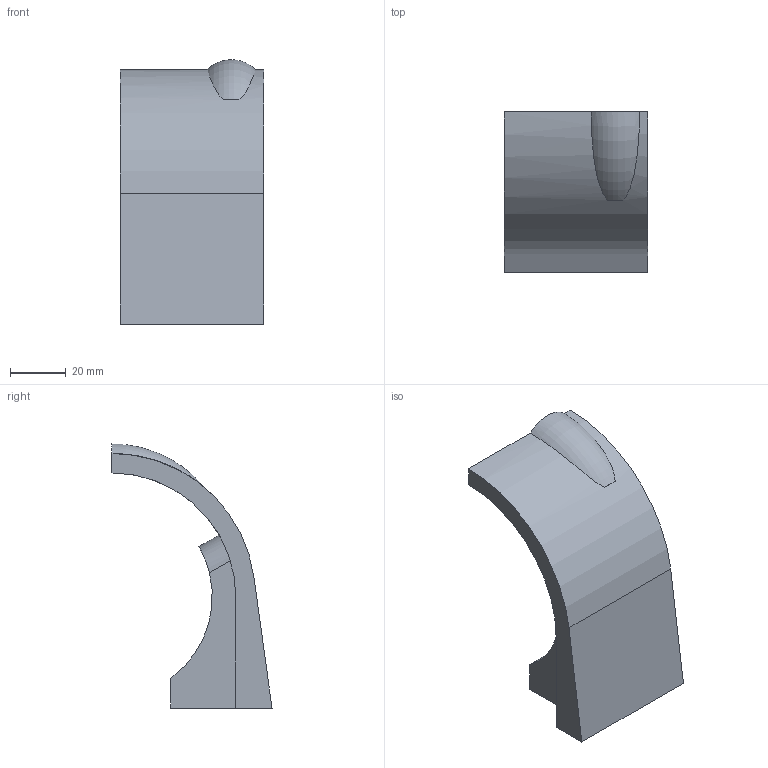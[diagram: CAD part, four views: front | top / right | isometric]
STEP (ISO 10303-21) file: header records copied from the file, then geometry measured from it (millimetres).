
FILE_DESCRIPTION (( 'STEP AP214' ), '1' );
FILE_NAME ('cover_housing.STEP', '2025-03-31T14:03:38', ( '' ), ( '' ), 'SwSTEP 2.0', 'SolidWorks 2025', '' );
FILE_SCHEMA (( 'AUTOMOTIVE_DESIGN' ));
Length unit declared in the file: millimetre
Products named in the file (1): cover_housing_right
Bounding box: 51.7 x 57.5 x 94.95 mm (x, y, z)
Volume: 80784.9 mm3; surface area: 18610.6 mm2
Topology: 1 solids, 1 shells, 38 faces, 103 edges, 67 vertices
Faces by surface type: plane 26, cylinder 7, cone 2, bspline 2, torus 1
Entity records: 1397 total; most frequent: CARTESIAN_POINT 429, ORIENTED_EDGE 202, DIRECTION 184, EDGE_CURVE 101, VECTOR 72, LINE 72, VERTEX_POINT 67, AXIS2_PLACEMENT_3D 56
